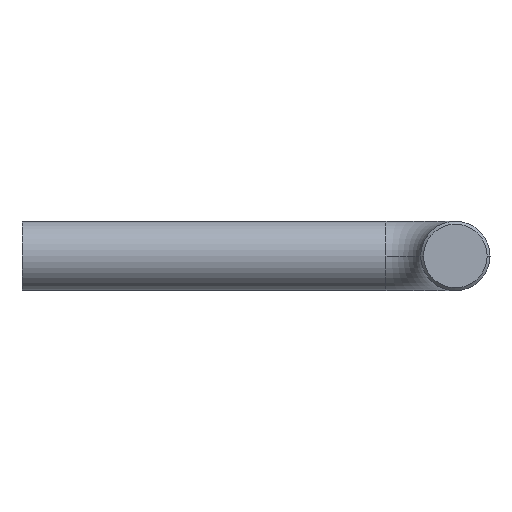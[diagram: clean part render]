
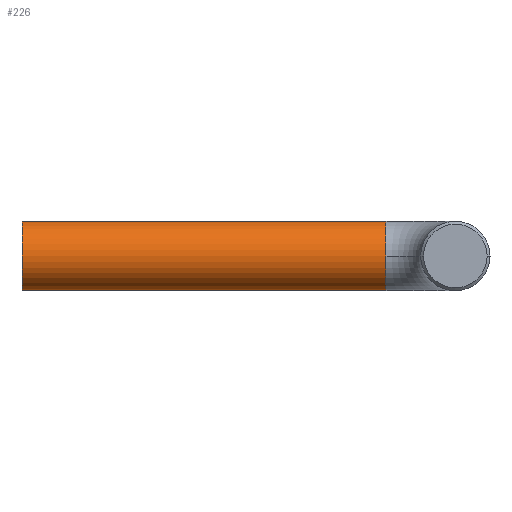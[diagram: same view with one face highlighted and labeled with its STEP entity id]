
A CAD part, left-side view. The second image highlights one B-rep face of the part: STEP entity #226.
In plain terms, the highlighted cylindrical face has radius 6 mm (diameter 12 mm), a partial arc.
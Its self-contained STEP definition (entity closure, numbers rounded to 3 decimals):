
#61 = CIRCLE ( 'NONE', #730, 6. ) ;
#76 = VERTEX_POINT ( 'NONE', #613 ) ;
#79 = LINE ( 'NONE', #523, #897 ) ;
#163 = VERTEX_POINT ( 'NONE', #200 ) ;
#186 = AXIS2_PLACEMENT_3D ( 'NONE', #569, #914, #997 ) ;
#189 = CARTESIAN_POINT ( 'NONE',  ( 169., 12., 0. ) ) ;
#196 = DIRECTION ( 'NONE',  ( 0., 1., 0. ) ) ;
#199 = DIRECTION ( 'NONE',  ( 0., 1., 0. ) ) ;
#200 = CARTESIAN_POINT ( 'NONE',  ( 175., 75., -6. ) ) ;
#211 = CARTESIAN_POINT ( 'NONE',  ( 175., 12., 0. ) ) ;
#226 = ADVANCED_FACE ( 'NONE', ( #929 ), #652, .T. ) ;
#245 = CARTESIAN_POINT ( 'NONE',  ( 175., 12., 0. ) ) ;
#278 = CARTESIAN_POINT ( 'NONE',  ( 175., 12., 0. ) ) ;
#285 = ORIENTED_EDGE ( 'NONE', *, *, #627, .T. ) ;
#303 = AXIS2_PLACEMENT_3D ( 'NONE', #211, #196, #368 ) ;
#325 = ORIENTED_EDGE ( 'NONE', *, *, #1013, .T. ) ;
#338 = EDGE_CURVE ( 'NONE', #76, #650, #79, .T. ) ;
#347 = ORIENTED_EDGE ( 'NONE', *, *, #338, .T. ) ;
#359 = VERTEX_POINT ( 'NONE', #189 ) ;
#368 = DIRECTION ( 'NONE',  ( 0., 0., 1. ) ) ;
#371 = CARTESIAN_POINT ( 'NONE',  ( 175., 12., -6. ) ) ;
#499 = CARTESIAN_POINT ( 'NONE',  ( 175., 12., -6. ) ) ;
#502 = VERTEX_POINT ( 'NONE', #371 ) ;
#506 = ORIENTED_EDGE ( 'NONE', *, *, #864, .F. ) ;
#523 = CARTESIAN_POINT ( 'NONE',  ( 175., 12., 6. ) ) ;
#529 = AXIS2_PLACEMENT_3D ( 'NONE', #245, #585, #846 ) ;
#536 = CIRCLE ( 'NONE', #186, 6. ) ;
#569 = CARTESIAN_POINT ( 'NONE',  ( 175., 75., 0. ) ) ;
#585 = DIRECTION ( 'NONE',  ( 0., 1., 0. ) ) ;
#592 = LINE ( 'NONE', #499, #994 ) ;
#613 = CARTESIAN_POINT ( 'NONE',  ( 175., 12., 6. ) ) ;
#627 = EDGE_CURVE ( 'NONE', #359, #76, #767, .T. ) ;
#650 = VERTEX_POINT ( 'NONE', #744 ) ;
#651 = EDGE_CURVE ( 'NONE', #502, #163, #592, .T. ) ;
#652 = CYLINDRICAL_SURFACE ( 'NONE', #303, 6. ) ;
#724 = ORIENTED_EDGE ( 'NONE', *, *, #651, .F. ) ;
#730 = AXIS2_PLACEMENT_3D ( 'NONE', #278, #199, #878 ) ;
#744 = CARTESIAN_POINT ( 'NONE',  ( 175., 75., 6. ) ) ;
#767 = CIRCLE ( 'NONE', #529, 6. ) ;
#846 = DIRECTION ( 'NONE',  ( 0., 0., -1. ) ) ;
#864 = EDGE_CURVE ( 'NONE', #163, #650, #536, .T. ) ;
#878 = DIRECTION ( 'NONE',  ( 0., 0., -1. ) ) ;
#897 = VECTOR ( 'NONE', #962, 1000. ) ;
#914 = DIRECTION ( 'NONE',  ( 0., 1., 0. ) ) ;
#929 = FACE_OUTER_BOUND ( 'NONE', #1104, .T. ) ;
#962 = DIRECTION ( 'NONE',  ( 0., 1., 0. ) ) ;
#994 = VECTOR ( 'NONE', #1019, 1000. ) ;
#997 = DIRECTION ( 'NONE',  ( 0., 0., -1. ) ) ;
#1013 = EDGE_CURVE ( 'NONE', #502, #359, #61, .T. ) ;
#1019 = DIRECTION ( 'NONE',  ( 0., 1., 0. ) ) ;
#1104 = EDGE_LOOP ( 'NONE', ( #724, #325, #285, #347, #506 ) ) ;
